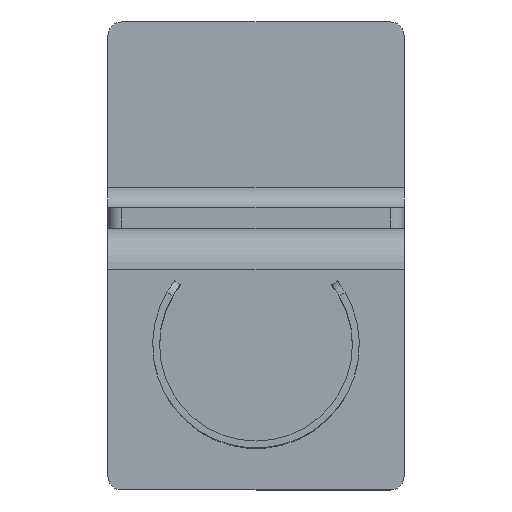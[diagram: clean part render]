
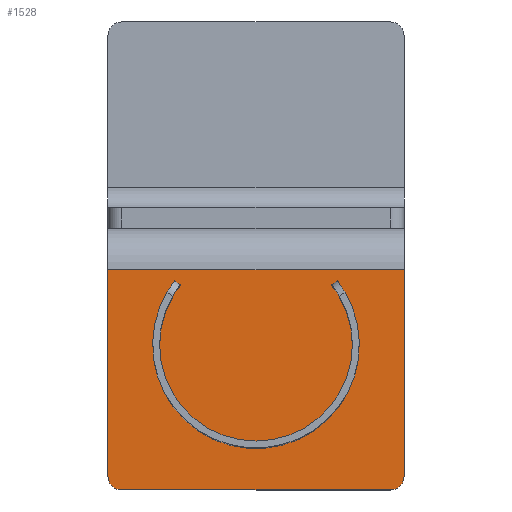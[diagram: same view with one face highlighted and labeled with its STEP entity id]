
A CAD part, top view. The second image highlights one B-rep face of the part: STEP entity #1528.
In plain terms, the highlighted face is planar.
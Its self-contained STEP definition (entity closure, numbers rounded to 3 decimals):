
#1261=CARTESIAN_POINT('',(-12.783,38.,-15.));
#1262=VERTEX_POINT('',#1261);
#1263=CARTESIAN_POINT('',(-14.783,36.,-15.0));
#1264=VERTEX_POINT('',#1263);
#1265=CARTESIAN_POINT('',(-12.783,36.,-15.));
#1266=DIRECTION('',(0.0,0.0,1.0));
#1267=DIRECTION('',(-0.707,0.707,0.0));
#1268=AXIS2_PLACEMENT_3D('',#1265,#1266,#1267);
#1269=CIRCLE('',#1268,2.0);
#1270=EDGE_CURVE('',#1262,#1264,#1269,.T.);
#1312=CARTESIAN_POINT('',(26.217,38.0,-15.));
#1313=VERTEX_POINT('',#1312);
#1320=CARTESIAN_POINT('',(26.217,38.0,-15.));
#1321=DIRECTION('',(-1.0,0.0,0.0));
#1322=VECTOR('',#1321,39.0);
#1323=LINE('',#1320,#1322);
#1324=EDGE_CURVE('',#1313,#1262,#1323,.T.);
#1375=CARTESIAN_POINT('',(28.217,36.0,-15.));
#1376=VERTEX_POINT('',#1375);
#1377=CARTESIAN_POINT('',(26.217,36.0,-15.));
#1378=DIRECTION('',(0.0,0.0,1.0));
#1379=DIRECTION('',(0.707,0.707,0.0));
#1380=AXIS2_PLACEMENT_3D('',#1377,#1378,#1379);
#1381=CIRCLE('',#1380,2.0);
#1382=EDGE_CURVE('',#1376,#1313,#1381,.T.);
#1402=CARTESIAN_POINT('',(28.217,6.,-15.));
#1403=VERTEX_POINT('',#1402);
#1410=CARTESIAN_POINT('',(28.217,6.0,-15.));
#1411=DIRECTION('',(0.0,1.0,0.0));
#1412=VECTOR('',#1411,30.0);
#1413=LINE('',#1410,#1412);
#1414=EDGE_CURVE('',#1403,#1376,#1413,.T.);
#1424=CARTESIAN_POINT('',(-14.783,6.,-15.0));
#1425=VERTEX_POINT('',#1424);
#1426=CARTESIAN_POINT('',(28.217,6.,-15.));
#1427=DIRECTION('',(-1.0,0.0,0.0));
#1428=VECTOR('',#1427,43.0);
#1429=LINE('',#1426,#1428);
#1430=EDGE_CURVE('',#1403,#1425,#1429,.T.);
#1456=CARTESIAN_POINT('',(-14.783,36.,-15.0));
#1457=DIRECTION('',(0.0,-1.0,0.0));
#1458=VECTOR('',#1457,30.);
#1459=LINE('',#1456,#1458);
#1460=EDGE_CURVE('',#1264,#1425,#1459,.T.);
#1515=CARTESIAN_POINT('',(6.717,18.607,-15.));
#1516=DIRECTION('',(0.0,0.0,1.0));
#1517=DIRECTION('',(0.0,-1.0,0.0));
#1518=AXIS2_PLACEMENT_3D('',#1515,#1516,#1517);
#1519=PLANE('',#1518);
#1520=ORIENTED_EDGE('',*,*,#1270,.F.);
#1521=ORIENTED_EDGE('',*,*,#1324,.F.);
#1522=ORIENTED_EDGE('',*,*,#1382,.F.);
#1523=ORIENTED_EDGE('',*,*,#1414,.F.);
#1524=ORIENTED_EDGE('',*,*,#1430,.T.);
#1525=ORIENTED_EDGE('',*,*,#1460,.F.);
#1526=EDGE_LOOP('',(#1520,#1521,#1522,#1523,#1524,#1525));
#1527=FACE_OUTER_BOUND('',#1526,.T.);
#1528=ADVANCED_FACE('',(#1527),#1519,.F.);
